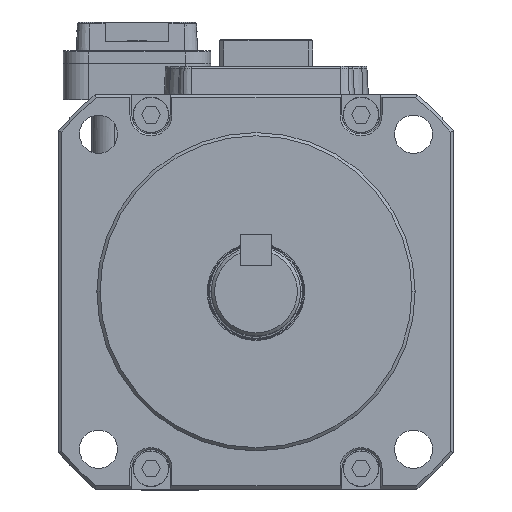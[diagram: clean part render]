
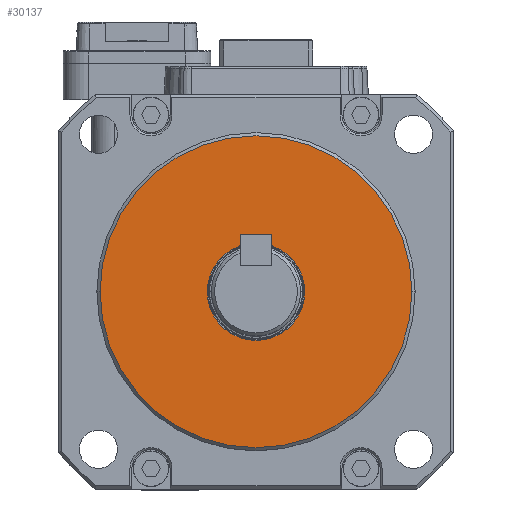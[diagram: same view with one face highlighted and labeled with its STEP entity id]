
A CAD part, top view. The second image highlights one B-rep face of the part: STEP entity #30137.
In plain terms, the highlighted planar face has unit normal (0, 0, 1).
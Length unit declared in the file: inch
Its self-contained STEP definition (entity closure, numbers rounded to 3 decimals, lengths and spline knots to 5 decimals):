
#988 = AXIS2_PLACEMENT_3D ( 'NONE', #47970, #14472, #32875 ) ;
#3172 = CARTESIAN_POINT ( 'NONE',  ( 0., 0., 1.37795 ) ) ;
#5407 = EDGE_LOOP ( 'NONE', ( #49352, #48539 ) ) ;
#6752 = ORIENTED_EDGE ( 'NONE', *, *, #15446, .F. ) ;
#8014 = AXIS2_PLACEMENT_3D ( 'NONE', #3172, #17675, #26950 ) ;
#10022 = EDGE_CURVE ( 'NONE', #22280, #43366, #55937, .T. ) ;
#13533 = VERTEX_POINT ( 'NONE', #35882 ) ;
#13654 = DIRECTION ( 'NONE',  ( 1., 0., 0. ) ) ;
#13981 = DIRECTION ( 'NONE',  ( 0., 0., -1. ) ) ;
#14267 = EDGE_LOOP ( 'NONE', ( #6752, #27786 ) ) ;
#14472 = DIRECTION ( 'NONE',  ( 0., 0., -1. ) ) ;
#15446 = EDGE_CURVE ( 'NONE', #43366, #22280, #26242, .T. ) ;
#16162 = EDGE_CURVE ( 'NONE', #13533, #56324, #22444, .T. ) ;
#17675 = DIRECTION ( 'NONE',  ( 0., 0., -1. ) ) ;
#21313 = AXIS2_PLACEMENT_3D ( 'NONE', #45507, #46935, #13654 ) ;
#22123 = PLANE ( 'NONE',  #21313 ) ;
#22280 = VERTEX_POINT ( 'NONE', #49584 ) ;
#22324 = CARTESIAN_POINT ( 'NONE',  ( 0.30118, 0., 1.37795 ) ) ;
#22444 = CIRCLE ( 'NONE', #29683, 0.30118 ) ;
#23895 = DIRECTION ( 'NONE',  ( -1., 0., 0. ) ) ;
#26242 = CIRCLE ( 'NONE', #43901, 0.96457 ) ;
#26950 = DIRECTION ( 'NONE',  ( -1., 0., 0. ) ) ;
#27786 = ORIENTED_EDGE ( 'NONE', *, *, #10022, .F. ) ;
#29683 = AXIS2_PLACEMENT_3D ( 'NONE', #49427, #35555, #40301 ) ;
#30137 = ADVANCED_FACE ( 'NONE', ( #38598, #51186 ), #22123, .T. ) ;
#32875 = DIRECTION ( 'NONE',  ( -1., 0., 0. ) ) ;
#35555 = DIRECTION ( 'NONE',  ( 0., 0., -1. ) ) ;
#35882 = CARTESIAN_POINT ( 'NONE',  ( -0.30118, 0., 1.37795 ) ) ;
#38598 = FACE_BOUND ( 'NONE', #5407, .T. ) ;
#40154 = CIRCLE ( 'NONE', #988, 0.30118 ) ;
#40301 = DIRECTION ( 'NONE',  ( -1., 0., 0. ) ) ;
#40700 = CARTESIAN_POINT ( 'NONE',  ( -0.96457, 0., 1.37795 ) ) ;
#43366 = VERTEX_POINT ( 'NONE', #40700 ) ;
#43901 = AXIS2_PLACEMENT_3D ( 'NONE', #52454, #13981, #23895 ) ;
#45507 = CARTESIAN_POINT ( 'NONE',  ( 0., 0., 1.37795 ) ) ;
#46935 = DIRECTION ( 'NONE',  ( 0., 0., 1. ) ) ;
#47970 = CARTESIAN_POINT ( 'NONE',  ( 0., 0., 1.37795 ) ) ;
#48539 = ORIENTED_EDGE ( 'NONE', *, *, #59170, .T. ) ;
#49352 = ORIENTED_EDGE ( 'NONE', *, *, #16162, .T. ) ;
#49427 = CARTESIAN_POINT ( 'NONE',  ( 0., 0., 1.37795 ) ) ;
#49584 = CARTESIAN_POINT ( 'NONE',  ( 0.96457, 0., 1.37795 ) ) ;
#51186 = FACE_OUTER_BOUND ( 'NONE', #14267, .T. ) ;
#52454 = CARTESIAN_POINT ( 'NONE',  ( 0., 0., 1.37795 ) ) ;
#55937 = CIRCLE ( 'NONE', #8014, 0.96457 ) ;
#56324 = VERTEX_POINT ( 'NONE', #22324 ) ;
#59170 = EDGE_CURVE ( 'NONE', #56324, #13533, #40154, .T. ) ;
